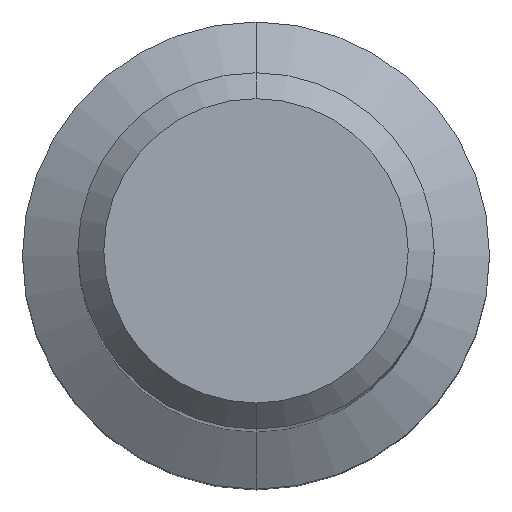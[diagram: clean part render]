
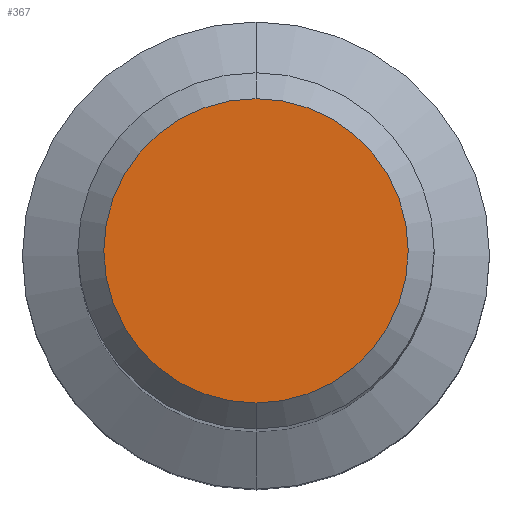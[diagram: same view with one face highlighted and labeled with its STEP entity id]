
A CAD part, top view. The second image highlights one B-rep face of the part: STEP entity #367.
In plain terms, the highlighted planar face has unit normal (0, 0, 1).
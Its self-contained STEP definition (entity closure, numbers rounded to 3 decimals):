
#299=EDGE_CURVE('',#371,#419,#695,.T.);
#355=EDGE_CURVE('',#419,#371,#756,.T.);
#367=ADVANCED_FACE('',(#768),#769,.T.);
#371=VERTEX_POINT('',#773);
#419=VERTEX_POINT('',#822);
#695=CIRCLE('',#1199,4.655);
#756=CIRCLE('',#1320,4.655);
#768=FACE_OUTER_BOUND('',#1350,.T.);
#769=PLANE('',#1351);
#773=CARTESIAN_POINT('',(0.,-4.655,0.0));
#822=CARTESIAN_POINT('',(0.0,4.655,0.0));
#1199=AXIS2_PLACEMENT_3D('',#1914,#1915,#1916);
#1320=AXIS2_PLACEMENT_3D('',#1980,#1981,#1982);
#1350=EDGE_LOOP('',(#1986,#1987));
#1351=AXIS2_PLACEMENT_3D('',#1988,#1989,#1990);
#1914=CARTESIAN_POINT('',(0.0,0.0,0.0));
#1915=DIRECTION('',(0.0,0.0,-1.0));
#1916=DIRECTION('',(0.0,1.0,0.0));
#1980=CARTESIAN_POINT('',(0.0,0.0,0.0));
#1981=DIRECTION('',(0.0,0.0,-1.0));
#1982=DIRECTION('',(0.0,1.0,0.0));
#1986=ORIENTED_EDGE('',*,*,#355,.F.);
#1987=ORIENTED_EDGE('',*,*,#299,.F.);
#1988=CARTESIAN_POINT('',(0.0,2.327,0.0));
#1989=DIRECTION('',(-0.0,0.0,1.0));
#1990=DIRECTION('',(0.0,-1.0,0.0));
